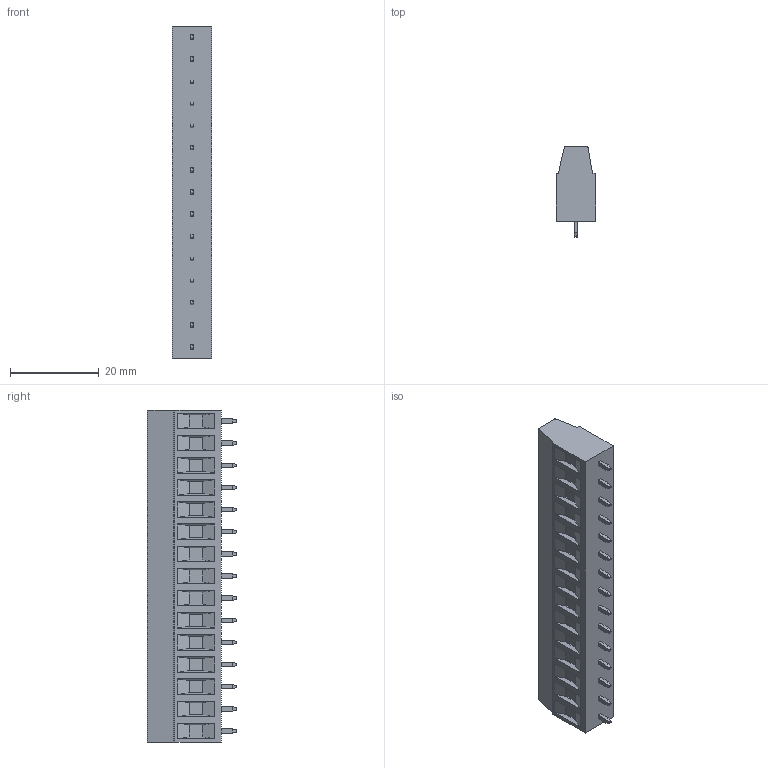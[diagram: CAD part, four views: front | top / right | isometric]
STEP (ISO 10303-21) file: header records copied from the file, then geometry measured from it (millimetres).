
FILE_DESCRIPTION((''),'2;1');
FILE_NAME('PRT0050','2024-11-02T',('yanfa'),(''),'PRO/ENGINEER BY PARAMETRIC TECHNOLOGY CORPORATION, 2009280','PRO/ENGINEER BY PARAMETRIC TECHNOLOGY CORPORATION, 2009280','');
FILE_SCHEMA(('AUTOMOTIVE_DESIGN_CC2 { 1 2 10303 214 -1 1 5 2 }'));
Length unit declared in the file: millimetre
Products named in the file (1): PRT0050
Bounding box: 8.9 x 20.3 x 75 mm (x, y, z)
Volume: 9513.4 mm3; surface area: 5148.6 mm2
Topology: 1 solids, 1 shells, 584 faces, 1326 edges, 804 vertices
Faces by surface type: plane 355, cylinder 139, cone 60, torus 30
Entity records: 16404 total; most frequent: CARTESIAN_POINT 3239, DIRECTION 2742, ORIENTED_EDGE 2652, EDGE_CURVE 1326, AXIS2_PLACEMENT_3D 922, VECTOR 898, LINE 898, VERTEX_POINT 804
